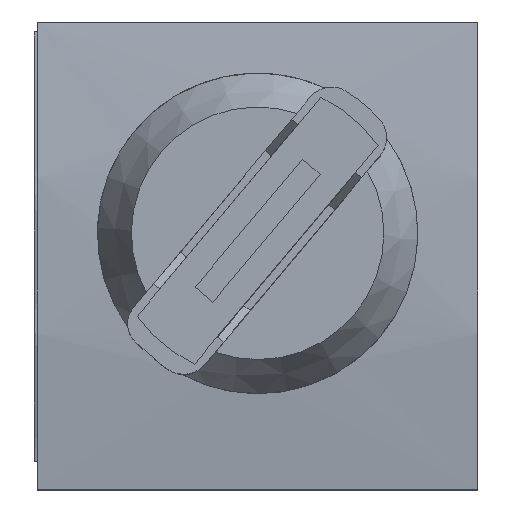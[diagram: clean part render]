
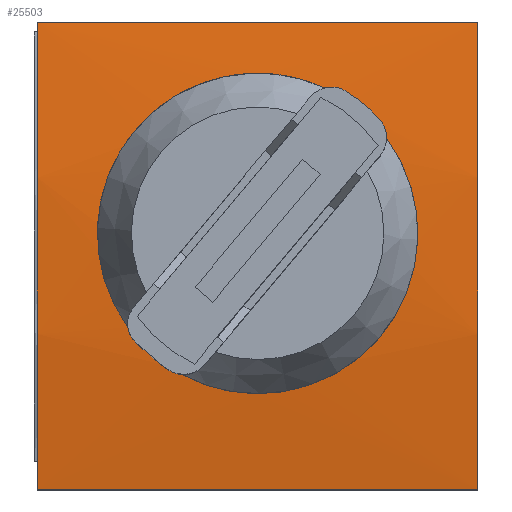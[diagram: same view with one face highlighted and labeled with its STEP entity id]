
A CAD part, top view. The second image highlights one B-rep face of the part: STEP entity #25503.
In plain terms, the highlighted cylindrical face has radius 274.875 mm (diameter 549.75 mm), a partial arc.
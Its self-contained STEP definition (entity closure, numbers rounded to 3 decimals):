
#21363=DIRECTION('',(1.,0.,0.));
#21364=VECTOR('',#21363,80.);
#21365=CARTESIAN_POINT('',(0.,85.,284.995));
#21366=LINE('',#21365,#21364);
#21377=CARTESIAN_POINT('',(62.123,67.263,287.182));
#21378=CARTESIAN_POINT('',(61.53,67.91,287.124));
#21379=CARTESIAN_POINT('',(60.295,69.146,287.007));
#21380=CARTESIAN_POINT('',(58.28,70.836,286.837));
#21381=CARTESIAN_POINT('',(56.85,71.837,286.73));
#21382=CARTESIAN_POINT('',(56.111,72.307,286.679));
#21387=CARTESIAN_POINT('',(56.111,72.307,286.679));
#21388=CARTESIAN_POINT('',(55.731,72.549,286.653));
#21389=CARTESIAN_POINT('',(54.938,72.917,286.612));
#21390=CARTESIAN_POINT('',(53.597,73.145,286.586));
#21391=CARTESIAN_POINT('',(52.737,73.061,286.596));
#21392=CARTESIAN_POINT('',(52.305,72.962,286.607));
#21397=CARTESIAN_POINT('',(16.419,29.515,287.993));
#21398=CARTESIAN_POINT('',(16.465,29.163,287.976));
#21399=CARTESIAN_POINT('',(16.631,28.487,287.943));
#21400=CARTESIAN_POINT('',(17.154,27.493,287.891));
#21401=CARTESIAN_POINT('',(17.615,26.974,287.861));
#21402=CARTESIAN_POINT('',(17.877,26.737,287.848));
#21407=CARTESIAN_POINT('',(17.877,26.737,287.848));
#21408=CARTESIAN_POINT('',(19.29,25.462,287.774));
#21409=CARTESIAN_POINT('',(20.703,24.188,287.692));
#21410=CARTESIAN_POINT('',(22.116,22.913,287.601));
#21415=CARTESIAN_POINT('',(22.116,22.913,287.601));
#21416=CARTESIAN_POINT('',(22.404,22.699,287.586));
#21417=CARTESIAN_POINT('',(22.988,22.282,287.556));
#21418=CARTESIAN_POINT('',(23.586,21.886,287.526));
#21419=CARTESIAN_POINT('',(23.889,21.693,287.511));
#21424=CARTESIAN_POINT('',(23.889,21.693,287.511));
#21425=CARTESIAN_POINT('',(24.247,21.465,287.494));
#21426=CARTESIAN_POINT('',(25.001,21.111,287.467));
#21427=CARTESIAN_POINT('',(25.826,20.949,287.454));
#21428=CARTESIAN_POINT('',(26.256,20.921,287.452));
#21433=CARTESIAN_POINT('',(63.418,63.871,287.468));
#21434=CARTESIAN_POINT('',(63.419,64.285,287.436));
#21435=CARTESIAN_POINT('',(63.325,65.089,287.371));
#21436=CARTESIAN_POINT('',(62.869,66.286,287.27));
#21437=CARTESIAN_POINT('',(62.402,66.952,287.21));
#21438=CARTESIAN_POINT('',(62.123,67.263,287.182));
#21443=CARTESIAN_POINT('',(80.,42.5,13.425));
#21444=DIRECTION('',(1.,0.,0.));
#21445=DIRECTION('',(0.,0.155,0.988));
#21446=AXIS2_PLACEMENT_3D('',#21443,#21444,#21445);
#21458=DIRECTION('',(1.,0.,0.));
#21459=VECTOR('',#21458,80.);
#21460=CARTESIAN_POINT('',(0.,0.,284.995));
#21461=LINE('',#21460,#21459);
#21472=CARTESIAN_POINT('',(0.,42.5,13.425));
#21473=DIRECTION('',(1.,0.,0.));
#21474=DIRECTION('',(0.,0.155,0.988));
#21475=AXIS2_PLACEMENT_3D('',#21472,#21473,#21474);
#21501=CARTESIAN_POINT('',(16.419,29.515,287.993));
#21502=CARTESIAN_POINT('',(15.346,30.997,288.063));
#21503=CARTESIAN_POINT('',(13.483,34.161,288.189));
#21504=CARTESIAN_POINT('',(11.629,39.338,288.299));
#21505=CARTESIAN_POINT('',(10.776,44.763,288.309));
#21506=CARTESIAN_POINT('',(10.95,50.251,288.209));
#21507=CARTESIAN_POINT('',(12.148,55.617,288.004));
#21508=CARTESIAN_POINT('',(14.332,60.674,287.713));
#21509=CARTESIAN_POINT('',(17.431,65.239,287.369));
#21510=CARTESIAN_POINT('',(21.333,69.142,287.013));
#21511=CARTESIAN_POINT('',(25.892,72.241,286.691));
#21512=CARTESIAN_POINT('',(30.941,74.426,286.441));
#21513=CARTESIAN_POINT('',(36.299,75.627,286.297));
#21514=CARTESIAN_POINT('',(41.781,75.807,286.275));
#21515=CARTESIAN_POINT('',(47.2,74.963,286.377));
#21516=CARTESIAN_POINT('',(50.651,73.733,286.521));
#21517=CARTESIAN_POINT('',(52.305,72.962,286.607));
#21559=CARTESIAN_POINT('',(63.418,63.871,287.468));
#21560=CARTESIAN_POINT('',(64.532,62.363,287.586));
#21561=CARTESIAN_POINT('',(66.465,59.133,287.812));
#21562=CARTESIAN_POINT('',(68.379,53.829,288.085));
#21563=CARTESIAN_POINT('',(69.24,48.268,288.259));
#21564=CARTESIAN_POINT('',(69.024,42.65,288.319));
#21565=CARTESIAN_POINT('',(67.737,37.172,288.266));
#21566=CARTESIAN_POINT('',(65.422,32.034,288.115));
#21567=CARTESIAN_POINT('',(62.16,27.428,287.898));
#21568=CARTESIAN_POINT('',(58.071,23.53,287.652));
#21569=CARTESIAN_POINT('',(53.311,20.491,287.421));
#21570=CARTESIAN_POINT('',(48.063,18.423,287.245));
#21571=CARTESIAN_POINT('',(42.523,17.401,287.152));
#21572=CARTESIAN_POINT('',(36.894,17.457,287.157));
#21573=CARTESIAN_POINT('',(31.376,18.59,287.26));
#21574=CARTESIAN_POINT('',(27.907,20.037,287.382));
#21575=CARTESIAN_POINT('',(26.256,20.921,287.452));
#24279=CARTESIAN_POINT('',(0.,85.,284.995));
#24280=CARTESIAN_POINT('',(80.,85.,284.995));
#24281=VERTEX_POINT('',#24279);
#24282=VERTEX_POINT('',#24280);
#24283=CARTESIAN_POINT('',(0.,0.,284.995));
#24284=VERTEX_POINT('',#24283);
#24285=CARTESIAN_POINT('',(80.,0.,284.995));
#24286=VERTEX_POINT('',#24285);
#24629=VERTEX_POINT('',#21377);
#24630=VERTEX_POINT('',#21382);
#24631=VERTEX_POINT('',#21392);
#24632=VERTEX_POINT('',#21397);
#24633=VERTEX_POINT('',#21402);
#24634=VERTEX_POINT('',#21410);
#24635=VERTEX_POINT('',#21419);
#24636=VERTEX_POINT('',#21428);
#24637=VERTEX_POINT('',#21433);
#25469=CARTESIAN_POINT('',(80.,42.5,13.425));
#25470=DIRECTION('',(1.,0.,0.));
#25471=DIRECTION('',(0.,0.,1.));
#25472=AXIS2_PLACEMENT_3D('',#25469,#25470,#25471);
#25473=CYLINDRICAL_SURFACE('',#25472,274.875);
#25474=ORIENTED_EDGE('',*,*,#25447,.T.);
#25476=ORIENTED_EDGE('',*,*,#25475,.T.);
#25478=ORIENTED_EDGE('',*,*,#25477,.F.);
#25480=ORIENTED_EDGE('',*,*,#25479,.F.);
#25481=EDGE_LOOP('',(#25474,#25476,#25478,#25480));
#25482=FACE_OUTER_BOUND('',#25481,.F.);
#25484=ORIENTED_EDGE('',*,*,#25483,.T.);
#25486=ORIENTED_EDGE('',*,*,#25485,.T.);
#25488=ORIENTED_EDGE('',*,*,#25487,.F.);
#25490=ORIENTED_EDGE('',*,*,#25489,.T.);
#25492=ORIENTED_EDGE('',*,*,#25491,.T.);
#25494=ORIENTED_EDGE('',*,*,#25493,.T.);
#25496=ORIENTED_EDGE('',*,*,#25495,.T.);
#25498=ORIENTED_EDGE('',*,*,#25497,.F.);
#25500=ORIENTED_EDGE('',*,*,#25499,.T.);
#25501=EDGE_LOOP('',(#25484,#25486,#25488,#25490,#25492,#25494,#25496,#25498,
#25500));
#25502=FACE_BOUND('',#25501,.F.);
#21383=B_SPLINE_CURVE_WITH_KNOTS('',3,(#21377,#21378,#21379,#21380,#21381,
#21382),.UNSPECIFIED.,.F.,.F.,(4,1,1,4),(0.,0.333,
0.667,1.),.UNSPECIFIED.);
#21393=B_SPLINE_CURVE_WITH_KNOTS('',3,(#21387,#21388,#21389,#21390,#21391,
#21392),.UNSPECIFIED.,.F.,.F.,(4,1,1,4),(0.,0.333,
0.667,1.),.UNSPECIFIED.);
#21403=B_SPLINE_CURVE_WITH_KNOTS('',3,(#21397,#21398,#21399,#21400,#21401,
#21402),.UNSPECIFIED.,.F.,.F.,(4,1,1,4),(0.,0.333,
0.667,1.),.UNSPECIFIED.);
#21411=B_SPLINE_CURVE_WITH_KNOTS('',3,(#21407,#21408,#21409,#21410),
.UNSPECIFIED.,.F.,.F.,(4,4),(0.,1.),.UNSPECIFIED.);
#21420=B_SPLINE_CURVE_WITH_KNOTS('',3,(#21415,#21416,#21417,#21418,#21419),
.UNSPECIFIED.,.F.,.F.,(4,1,4),(0.,0.5,1.),.UNSPECIFIED.);
#21429=B_SPLINE_CURVE_WITH_KNOTS('',3,(#21424,#21425,#21426,#21427,#21428),
.UNSPECIFIED.,.F.,.F.,(4,1,4),(0.,0.5,1.),.UNSPECIFIED.);
#21439=B_SPLINE_CURVE_WITH_KNOTS('',3,(#21433,#21434,#21435,#21436,#21437,
#21438),.UNSPECIFIED.,.F.,.F.,(4,1,1,4),(0.,0.333,
0.667,1.),.UNSPECIFIED.);
#21447=CIRCLE('',#21446,274.875);
#21476=CIRCLE('',#21475,274.875);
#21518=B_SPLINE_CURVE_WITH_KNOTS('',3,(#21501,#21502,#21503,#21504,#21505,
#21506,#21507,#21508,#21509,#21510,#21511,#21512,#21513,#21514,#21515,#21516,
#21517),.UNSPECIFIED.,.F.,.F.,(4,1,1,1,1,1,1,1,1,1,1,1,1,1,4),(0.,
0.071,0.143,0.214,0.286,
0.357,0.429,0.5,0.571,0.643,
0.714,0.786,0.857,0.929,1.),
.UNSPECIFIED.);
#21576=B_SPLINE_CURVE_WITH_KNOTS('',3,(#21559,#21560,#21561,#21562,#21563,
#21564,#21565,#21566,#21567,#21568,#21569,#21570,#21571,#21572,#21573,#21574,
#21575),.UNSPECIFIED.,.F.,.F.,(4,1,1,1,1,1,1,1,1,1,1,1,1,1,4),(0.,
0.071,0.143,0.214,0.286,
0.357,0.429,0.5,0.571,0.643,
0.714,0.786,0.857,0.929,1.),
.UNSPECIFIED.);
#25447=EDGE_CURVE('',#24281,#24282,#21366,.T.);
#25475=EDGE_CURVE('',#24282,#24286,#21447,.T.);
#25477=EDGE_CURVE('',#24284,#24286,#21461,.T.);
#25479=EDGE_CURVE('',#24281,#24284,#21476,.T.);
#25483=EDGE_CURVE('',#24629,#24630,#21383,.T.);
#25485=EDGE_CURVE('',#24630,#24631,#21393,.T.);
#25487=EDGE_CURVE('',#24632,#24631,#21518,.T.);
#25489=EDGE_CURVE('',#24632,#24633,#21403,.T.);
#25491=EDGE_CURVE('',#24633,#24634,#21411,.T.);
#25493=EDGE_CURVE('',#24634,#24635,#21420,.T.);
#25495=EDGE_CURVE('',#24635,#24636,#21429,.T.);
#25497=EDGE_CURVE('',#24637,#24636,#21576,.T.);
#25499=EDGE_CURVE('',#24637,#24629,#21439,.T.);
#25503=ADVANCED_FACE('',(#25482,#25502),#25473,.T.);
